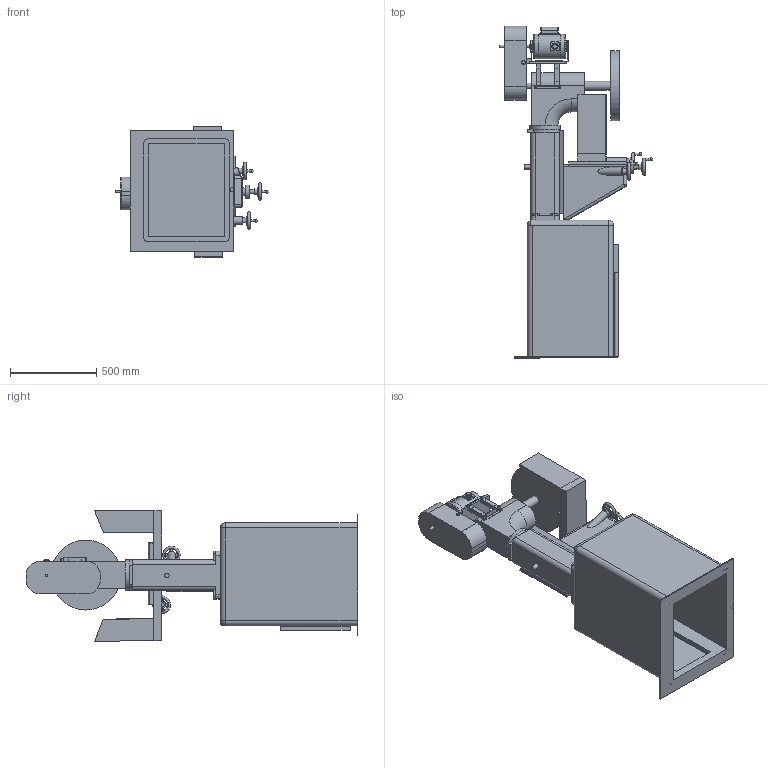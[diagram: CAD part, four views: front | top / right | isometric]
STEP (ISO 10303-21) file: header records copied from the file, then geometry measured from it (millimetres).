
FILE_DESCRIPTION(/* description */ (''),/* implementation_level */ '2;1');
FILE_NAME(/* name */ 'SURFACE GRINDER.stp',/* time_stamp */ '2025-06-15T07:35:19-07:00',/* author */ ('admin'),/* organization */ (''),/* preprocessor_version */ 'ST-DEVELOPER v20.1',/* originating_system */ 'Autodesk Inventor 2026',/* authorisation */ '');
FILE_SCHEMA (('AUTOMOTIVE_DESIGN { 1 0 10303 214 3 1 1 }'));
Products named in the file (21): michaella assembly; Body-2; BASE; Body-3; Base-Mount AC Motor; Angle bar; Motor to angle bar; motor base; Part8; Shaft-Mount Track Roller; 1.3 Sabuk V; shield guard; Part8_1; grinding stone; body ni mika; bed 4; milling body part 11; 6020K34_319 Aluminum Machinable-Hub Hand Wheel; guard; switch; grinding machine casing body
Assembly tree (33 placements, depth 2):
  michaella assembly
    Body-2
    BASE
    Body-3
    Base-Mount AC Motor
    Angle bar  x2
    Motor to angle bar  x4
    motor base
    Part8  x2
    Shaft-Mount Track Roller  x4
    1.3 Sabuk V  x2
    shield guard
    Part8_1  x2
    grinding stone
    body ni mika
    bed 4
    milling body part 11
    6020K34_319 Aluminum Machinable-Hub Hand Wheel  x3
    guard  x2
    switch
    grinding machine casing body
Bounding box: 893.75 x 1928.28 x 759.49 mm (x, y, z)
Volume: 123872638.8 mm3; surface area: 8081174.6 mm2
Topology: 40 solids, 40 shells, 1029 faces, 2430 edges, 1557 vertices
Faces by surface type: plane 515, bspline 213, cylinder 212, torus 40, cone 40, sphere 9
Full cylindrical faces by diameter (mm): 9.144 x4, 10 x8, 15.24 x2, 15.875 x5, 19.05 x4, 20 x16, 20.33 x2, 22.352 x1, 23.875 x1, 25.4 x3, 28.575 x8, 30.48 x1, 31.75 x11, 31.76 x1, 35.56 x8, 38.1 x1, 45.72 x5, 50.8 x2, 52.375 x4, 63.5 x4, 69.85 x2, 76.2 x9, 144.272 x1, 177.8 x1, 406.4 x1
Entity records: 25115 total; most frequent: CARTESIAN_POINT 9156, ORIENTED_EDGE 3106, DIRECTION 3067, EDGE_CURVE 1553, AXIS2_PLACEMENT_3D 1064, VERTEX_POINT 990, LINE 939, VECTOR 939
